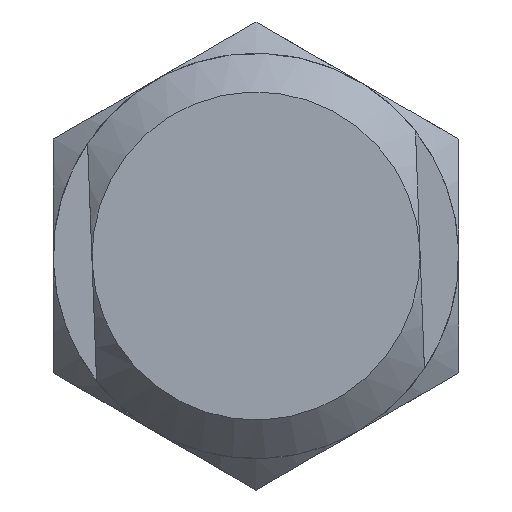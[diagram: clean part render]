
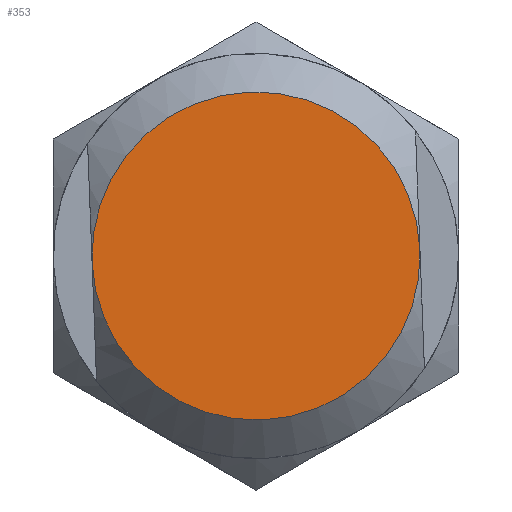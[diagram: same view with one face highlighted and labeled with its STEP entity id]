
A CAD part, left-side view. The second image highlights one B-rep face of the part: STEP entity #353.
In plain terms, the highlighted planar face has unit normal (-1, 0, 0).
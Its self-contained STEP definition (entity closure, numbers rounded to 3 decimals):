
#75=CARTESIAN_POINT('',(-31.0,-8.494,0.321));
#76=VERTEX_POINT('',#75);
#151=CARTESIAN_POINT('',(-31.0,8.494,-0.321));
#152=VERTEX_POINT('',#151);
#238=CARTESIAN_POINT('',(-31.0,0.0,0.0));
#239=DIRECTION('',(1.0,0.0,0.0));
#240=DIRECTION('',(0.0,0.0,-1.0));
#241=AXIS2_PLACEMENT_3D('',#238,#239,#240);
#242=CIRCLE('',#241,8.5);
#243=EDGE_CURVE('',#152,#76,#242,.T.);
#254=CARTESIAN_POINT('',(-31.0,0.0,0.0));
#255=DIRECTION('',(1.0,0.0,0.0));
#256=DIRECTION('',(0.0,0.0,-1.0));
#257=AXIS2_PLACEMENT_3D('',#254,#255,#256);
#258=CIRCLE('',#257,8.5);
#259=EDGE_CURVE('',#76,#152,#258,.T.);
#344=CARTESIAN_POINT('',(-31.0,0.0,0.0));
#345=DIRECTION('',(1.0,0.0,0.0));
#346=DIRECTION('',(0.0,0.0,-1.0));
#347=AXIS2_PLACEMENT_3D('',#344,#345,#346);
#348=PLANE('',#347);
#349=ORIENTED_EDGE('',*,*,#243,.F.);
#350=ORIENTED_EDGE('',*,*,#259,.F.);
#351=EDGE_LOOP('',(#349,#350));
#352=FACE_OUTER_BOUND('',#351,.T.);
#353=ADVANCED_FACE('',(#352),#348,.F.);
